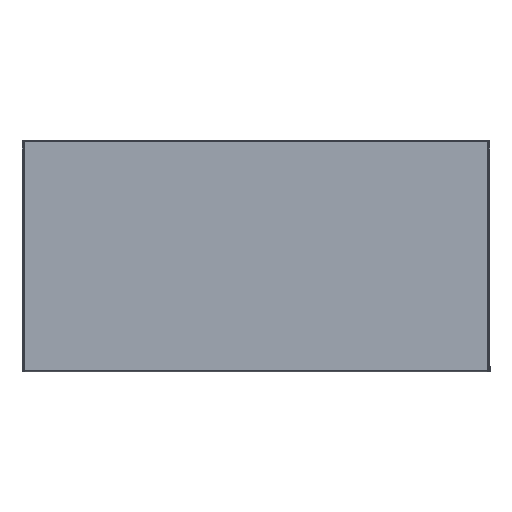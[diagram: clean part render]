
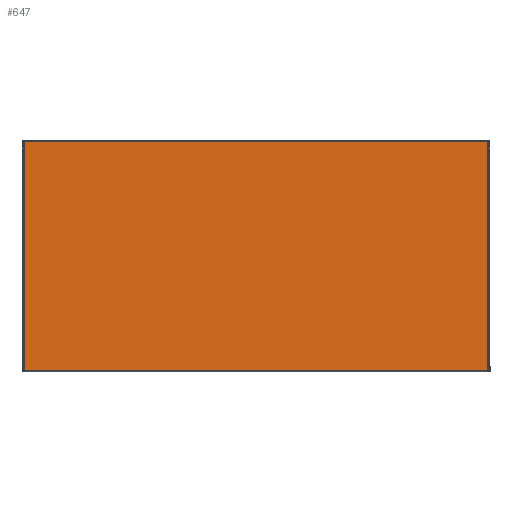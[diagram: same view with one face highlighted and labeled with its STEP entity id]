
A CAD part, top view. The second image highlights one B-rep face of the part: STEP entity #647.
In plain terms, the highlighted planar face has unit normal (0, 0, 1).
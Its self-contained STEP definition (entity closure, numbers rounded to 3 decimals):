
#7 = DIRECTION ( 'NONE',  ( 1., 0., 0. ) ) ;
#45 = LINE ( 'NONE', #82, #599 ) ;
#76 = LINE ( 'NONE', #1852, #326 ) ;
#82 = CARTESIAN_POINT ( 'NONE',  ( -254.405, 123.939, 0. ) ) ;
#103 = CARTESIAN_POINT ( 'NONE',  ( 0., 0., 0. ) ) ;
#259 = EDGE_CURVE ( 'NONE', #1129, #2633, #765, .T. ) ;
#292 = DIRECTION ( 'NONE',  ( 1., 0., 0. ) ) ;
#326 = VECTOR ( 'NONE', #835, 1000. ) ;
#443 = CARTESIAN_POINT ( 'NONE',  ( -250.5, -123.939, 0. ) ) ;
#479 = ORIENTED_EDGE ( 'NONE', *, *, #2496, .T. ) ;
#599 = VECTOR ( 'NONE', #292, 1000. ) ;
#647 = ADVANCED_FACE ( 'NONE', ( #2367 ), #1322, .T. ) ;
#707 = DIRECTION ( 'NONE',  ( 0., 0., 1. ) ) ;
#765 = LINE ( 'NONE', #2235, #1148 ) ;
#833 = VERTEX_POINT ( 'NONE', #2431 ) ;
#835 = DIRECTION ( 'NONE',  ( 0., -1., 0. ) ) ;
#1029 = VECTOR ( 'NONE', #7, 1000. ) ;
#1129 = VERTEX_POINT ( 'NONE', #443 ) ;
#1148 = VECTOR ( 'NONE', #1599, 1000. ) ;
#1322 = PLANE ( 'NONE',  #2482 ) ;
#1354 = ORIENTED_EDGE ( 'NONE', *, *, #2133, .F. ) ;
#1595 = CARTESIAN_POINT ( 'NONE',  ( -254.405, -123.939, 0. ) ) ;
#1599 = DIRECTION ( 'NONE',  ( 0., 1., 0. ) ) ;
#1641 = CARTESIAN_POINT ( 'NONE',  ( -250.5, 123.939, 0. ) ) ;
#1685 = ORIENTED_EDGE ( 'NONE', *, *, #1950, .F. ) ;
#1695 = CARTESIAN_POINT ( 'NONE',  ( 250.5, -123.939, 0. ) ) ;
#1852 = CARTESIAN_POINT ( 'NONE',  ( 250.5, 125., 0. ) ) ;
#1950 = EDGE_CURVE ( 'NONE', #833, #2546, #76, .T. ) ;
#1958 = LINE ( 'NONE', #1595, #1029 ) ;
#2007 = DIRECTION ( 'NONE',  ( 1., 0., 0. ) ) ;
#2133 = EDGE_CURVE ( 'NONE', #2633, #833, #45, .T. ) ;
#2235 = CARTESIAN_POINT ( 'NONE',  ( -250.5, -125., 0. ) ) ;
#2367 = FACE_OUTER_BOUND ( 'NONE', #2477, .T. ) ;
#2431 = CARTESIAN_POINT ( 'NONE',  ( 250.5, 123.939, 0. ) ) ;
#2477 = EDGE_LOOP ( 'NONE', ( #479, #1685, #1354, #2523 ) ) ;
#2482 = AXIS2_PLACEMENT_3D ( 'NONE', #103, #707, #2007 ) ;
#2496 = EDGE_CURVE ( 'NONE', #1129, #2546, #1958, .T. ) ;
#2523 = ORIENTED_EDGE ( 'NONE', *, *, #259, .F. ) ;
#2546 = VERTEX_POINT ( 'NONE', #1695 ) ;
#2633 = VERTEX_POINT ( 'NONE', #1641 ) ;
